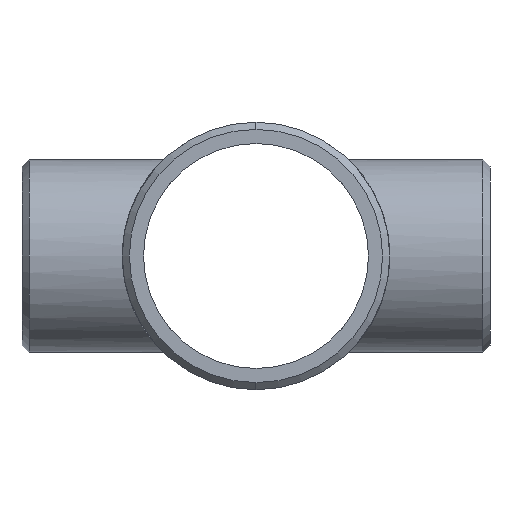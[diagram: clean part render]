
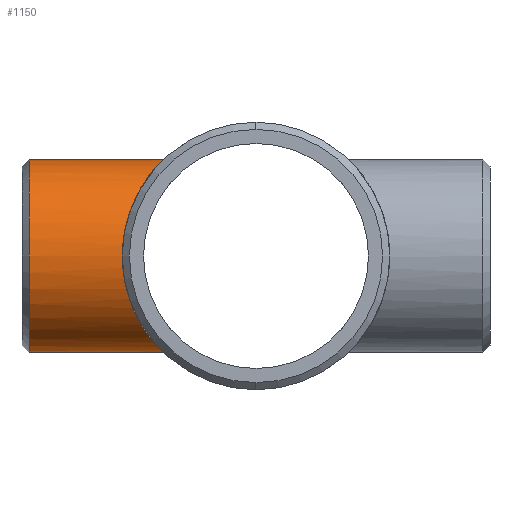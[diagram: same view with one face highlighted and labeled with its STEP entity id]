
A CAD part, left-side view. The second image highlights one B-rep face of the part: STEP entity #1150.
In plain terms, the highlighted cylindrical face has radius 36.576 mm (diameter 73.152 mm), a partial arc.
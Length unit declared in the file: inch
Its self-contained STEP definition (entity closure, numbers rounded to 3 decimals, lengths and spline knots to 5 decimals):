
#4 = CARTESIAN_POINT ( 'NONE',  ( 0., 3.394, 1.44 ) ) ;
#51 = CARTESIAN_POINT ( 'NONE',  ( -1.35974, 1.94298, 0.47647 ) ) ;
#62 = CARTESIAN_POINT ( 'NONE',  ( -1.34319, 1.93142, 0.52123 ) ) ;
#66 = CARTESIAN_POINT ( 'NONE',  ( -0.24378, 1.40899, 1.41943 ) ) ;
#78 = EDGE_LOOP ( 'NONE', ( #522, #883, #598, #435 ) ) ;
#83 = VERTEX_POINT ( 'NONE', #293 ) ;
#108 = VECTOR ( 'NONE', #305, 39.37008 ) ;
#125 = CARTESIAN_POINT ( 'NONE',  ( -0.64543, 1.53025, -1.28807 ) ) ;
#144 = CARTESIAN_POINT ( 'NONE',  ( -1.35742, 1.94138, -0.48123 ) ) ;
#147 = DIRECTION ( 'NONE',  ( 0., -1., 0. ) ) ;
#151 = CARTESIAN_POINT ( 'NONE',  ( -1.2849, 1.8912, -0.65694 ) ) ;
#161 = CARTESIAN_POINT ( 'NONE',  ( -1.39953, 1.97105, -0.34243 ) ) ;
#164 = CARTESIAN_POINT ( 'NONE',  ( -0.26795, 1.41338, 1.41506 ) ) ;
#166 = VERTEX_POINT ( 'NONE', #1015 ) ;
#189 = VERTEX_POINT ( 'NONE', #4 ) ;
#197 = CARTESIAN_POINT ( 'NONE',  ( -0.09949, 1.38795, -1.44 ) ) ;
#217 = CARTESIAN_POINT ( 'NONE',  ( -0.51853, 1.48111, -1.3442 ) ) ;
#243 = CARTESIAN_POINT ( 'NONE',  ( -1.23988, 1.86102, 0.73385 ) ) ;
#246 = CARTESIAN_POINT ( 'NONE',  ( -0.09819, 1.39058, 1.43748 ) ) ;
#250 = CARTESIAN_POINT ( 'NONE',  ( -1.38799, 1.96288, 0.38428 ) ) ;
#254 = DIRECTION ( 'NONE',  ( 0., 0., 1. ) ) ;
#256 = CARTESIAN_POINT ( 'NONE',  ( -0.6473, 1.53104, 1.28714 ) ) ;
#293 = CARTESIAN_POINT ( 'NONE',  ( 0., 1.38795, 1.44 ) ) ;
#305 = DIRECTION ( 'NONE',  ( 0., -1., 0. ) ) ;
#313 = CARTESIAN_POINT ( 'NONE',  ( -0.3833, 1.43973, -1.38826 ) ) ;
#320 = LINE ( 'NONE', #1176, #108 ) ;
#329 = CARTESIAN_POINT ( 'NONE',  ( -0.60526, 1.51366, 1.30745 ) ) ;
#335 = CARTESIAN_POINT ( 'NONE',  ( -1.34061, 1.92966, -0.52625 ) ) ;
#342 = CARTESIAN_POINT ( 'NONE',  ( -0.38676, 1.43782, 1.39048 ) ) ;
#346 = CARTESIAN_POINT ( 'NONE',  ( -1.40019, 1.97153, 0.33712 ) ) ;
#349 = CARTESIAN_POINT ( 'NONE',  ( -0.72801, 1.56687, 1.24327 ) ) ;
#404 = CARTESIAN_POINT ( 'NONE',  ( -0.3369, 1.42808, -1.40024 ) ) ;
#414 = AXIS2_PLACEMENT_3D ( 'NONE', #1155, #762, #877 ) ;
#431 = CARTESIAN_POINT ( 'NONE',  ( -1.0756, 1.75589, -0.95771 ) ) ;
#435 = ORIENTED_EDGE ( 'NONE', *, *, #493, .T. ) ;
#436 = CARTESIAN_POINT ( 'NONE',  ( -1.43033, 1.993, 0.19324 ) ) ;
#441 = CARTESIAN_POINT ( 'NONE',  ( -0.76549, 1.58471, -1.22053 ) ) ;
#444 = EDGE_CURVE ( 'NONE', #166, #679, #320, .T. ) ;
#445 = CARTESIAN_POINT ( 'NONE',  ( -1.04649, 1.73806, 0.99022 ) ) ;
#493 = EDGE_CURVE ( 'NONE', #679, #83, #1241, .T. ) ;
#499 = CARTESIAN_POINT ( 'NONE',  ( -0.19602, 1.3987, -1.42982 ) ) ;
#522 = ORIENTED_EDGE ( 'NONE', *, *, #1145, .F. ) ;
#524 = CARTESIAN_POINT ( 'NONE',  ( 0., 1.38795, 1.44 ) ) ;
#531 = CARTESIAN_POINT ( 'NONE',  ( -1.13585, 1.79333, 0.8863 ) ) ;
#541 = CARTESIAN_POINT ( 'NONE',  ( -1.43664, 1.99759, -0.10133 ) ) ;
#545 = CARTESIAN_POINT ( 'NONE',  ( -0.94841, 1.68023, -1.08735 ) ) ;
#598 = ORIENTED_EDGE ( 'NONE', *, *, #444, .T. ) ;
#607 = CARTESIAN_POINT ( 'NONE',  ( 0., 3.5, 1.44 ) ) ;
#623 = CARTESIAN_POINT ( 'NONE',  ( -0.87876, 1.64145, -1.1444 ) ) ;
#631 = CARTESIAN_POINT ( 'NONE',  ( -1.16242, 1.81032, -0.85116 ) ) ;
#641 = CARTESIAN_POINT ( 'NONE',  ( -1.13482, 1.79267, -0.88763 ) ) ;
#679 = VERTEX_POINT ( 'NONE', #1083 ) ;
#699 = CARTESIAN_POINT ( 'NONE',  ( -0.40642, 1.44607, -1.38166 ) ) ;
#706 = LINE ( 'NONE', #607, #1039 ) ;
#716 = CARTESIAN_POINT ( 'NONE',  ( -0.17117, 1.39825, 1.43 ) ) ;
#724 = CARTESIAN_POINT ( 'NONE',  ( -0.47656, 1.46533, 1.36205 ) ) ;
#732 = CARTESIAN_POINT ( 'NONE',  ( -0.19542, 1.40143, 1.42689 ) ) ;
#737 = CARTESIAN_POINT ( 'NONE',  ( -1.38133, 1.95818, 0.40755 ) ) ;
#742 = CARTESIAN_POINT ( 'NONE',  ( -1.38725, 1.96234, -0.38919 ) ) ;
#762 = DIRECTION ( 'NONE',  ( 0., -1., 0. ) ) ;
#784 = CARTESIAN_POINT ( 'NONE',  ( 0., 1.38795, -1.44 ) ) ;
#815 = CARTESIAN_POINT ( 'NONE',  ( -0.76687, 1.58538, 1.21966 ) ) ;
#823 = CARTESIAN_POINT ( 'NONE',  ( -1.44016, 2.00012, 0.09604 ) ) ;
#830 = CARTESIAN_POINT ( 'NONE',  ( -1.16347, 1.81099, 0.84974 ) ) ;
#836 = CARTESIAN_POINT ( 'NONE',  ( -1.09075, 1.76522, -0.94043 ) ) ;
#840 = CARTESIAN_POINT ( 'NONE',  ( -0.94918, 1.68066, 1.08674 ) ) ;
#877 = DIRECTION ( 'NONE',  ( 0., 0., -1. ) ) ;
#879 = EDGE_CURVE ( 'NONE', #189, #166, #1019, .T. ) ;
#883 = ORIENTED_EDGE ( 'NONE', *, *, #879, .T. ) ;
#895 = CARTESIAN_POINT ( 'NONE',  ( -0.31355, 1.42274, -1.40565 ) ) ;
#897 = DIRECTION ( 'NONE',  ( 0., -1., 0. ) ) ;
#907 = AXIS2_PLACEMENT_3D ( 'NONE', #1248, #147, #254 ) ;
#921 = CARTESIAN_POINT ( 'NONE',  ( -0.72613, 1.566, -1.24436 ) ) ;
#928 = CARTESIAN_POINT ( 'NONE',  ( -1.33172, 1.92349, -0.54835 ) ) ;
#939 = CARTESIAN_POINT ( 'NONE',  ( -1.43928, 1.99948, -0.05176 ) ) ;
#944 = CARTESIAN_POINT ( 'NONE',  ( -1.4194, 1.98521, -0.24751 ) ) ;
#1002 = CARTESIAN_POINT ( 'NONE',  ( -0.60397, 1.51314, -1.30804 ) ) ;
#1015 = CARTESIAN_POINT ( 'NONE',  ( 0., 3.394, -1.44 ) ) ;
#1019 = CIRCLE ( 'NONE', #907, 1.44 ) ;
#1020 = CARTESIAN_POINT ( 'NONE',  ( -1.36534, 1.94693, -0.45829 ) ) ;
#1031 = CARTESIAN_POINT ( 'NONE',  ( -1.43996, 1.99997, -0.02706 ) ) ;
#1039 = VECTOR ( 'NONE', #897, 39.37008 ) ;
#1040 = CARTESIAN_POINT ( 'NONE',  ( -1.24004, 1.86079, -0.73777 ) ) ;
#1045 = CARTESIAN_POINT ( 'NONE',  ( -1.02894, 1.7277, -1.00767 ) ) ;
#1078 = FACE_OUTER_BOUND ( 'NONE', #78, .T. ) ;
#1083 = CARTESIAN_POINT ( 'NONE',  ( 0., 1.38795, -1.44 ) ) ;
#1101 = CARTESIAN_POINT ( 'NONE',  ( -0.47456, 1.46619, -1.36039 ) ) ;
#1115 = CARTESIAN_POINT ( 'NONE',  ( -0.04925, 1.38795, 1.44 ) ) ;
#1125 = CARTESIAN_POINT ( 'NONE',  ( -1.30597, 1.90572, 0.60852 ) ) ;
#1131 = CARTESIAN_POINT ( 'NONE',  ( -1.40575, 1.97548, 0.31317 ) ) ;
#1136 = CARTESIAN_POINT ( 'NONE',  ( -1.07738, 1.75688, 0.95652 ) ) ;
#1143 = CARTESIAN_POINT ( 'NONE',  ( -1.42698, 1.99064, -0.19935 ) ) ;
#1145 = EDGE_CURVE ( 'NONE', #189, #83, #706, .T. ) ;
#1150 = ADVANCED_FACE ( 'NONE', ( #1078 ), #1194, .T. ) ;
#1155 = CARTESIAN_POINT ( 'NONE',  ( 0., 3.5, 0. ) ) ;
#1176 = CARTESIAN_POINT ( 'NONE',  ( 0., 3.5, -1.44 ) ) ;
#1194 = CYLINDRICAL_SURFACE ( 'NONE', #414, 1.44 ) ;
#1219 = CARTESIAN_POINT ( 'NONE',  ( -1.21549, 1.84484, 0.77351 ) ) ;
#1227 = CARTESIAN_POINT ( 'NONE',  ( -1.28525, 1.89156, 0.65112 ) ) ;
#1234 = CARTESIAN_POINT ( 'NONE',  ( -0.87943, 1.64182, 1.14385 ) ) ;
#1239 = CARTESIAN_POINT ( 'NONE',  ( -1.43469, 1.99618, -0.126 ) ) ;
#1241 = B_SPLINE_CURVE_WITH_KNOTS ( 'NONE', 3,
 ( #784, #197, #499, #895, #404, #313, #699, #1101, #217, #1002, #125, #921, #441, #623, #545, #1045, #1245, #431, #836, #641, #631, #1040, #151, #928, #335, #144, #1020, #742, #161, #944, #1143, #1239, #541, #939, #1031, #823, #436, #1131, #346, #250, #737, #51, #62, #1125, #1227, #243, #1219, #830, #531, #1136, #445, #840, #1234, #815, #349, #256, #329, #724, #342, #164, #66, #732, #716, #246, #1115, #524 ),
 .UNSPECIFIED., .F., .F.,
 ( 4, 2, 2, 2, 2, 2, 2, 2, 2, 2, 2, 2, 2, 2, 2, 2, 2, 2, 2, 2, 2, 2, 2, 2, 2, 2, 2, 2, 2, 2, 2, 2, 4 ),
 ( 0., 0.00743, 0.00929, 0.01115, 0.01487, 0.01858, 0.0223, 0.02973, 0.03159, 0.03345, 0.03717, 0.0446, 0.04646, 0.04832, 0.05203, 0.05575, 0.05761, 0.05947, 0.0669, 0.06876, 0.07062, 0.07434, 0.07805, 0.08177, 0.08549, 0.0892, 0.09664, 0.10035, 0.10407, 0.1115, 0.11336, 0.11522, 0.11894 ),
 .UNSPECIFIED. ) ;
#1245 = CARTESIAN_POINT ( 'NONE',  ( -1.04472, 1.73715, -0.99131 ) ) ;
#1248 = CARTESIAN_POINT ( 'NONE',  ( 0., 3.394, 0. ) ) ;
